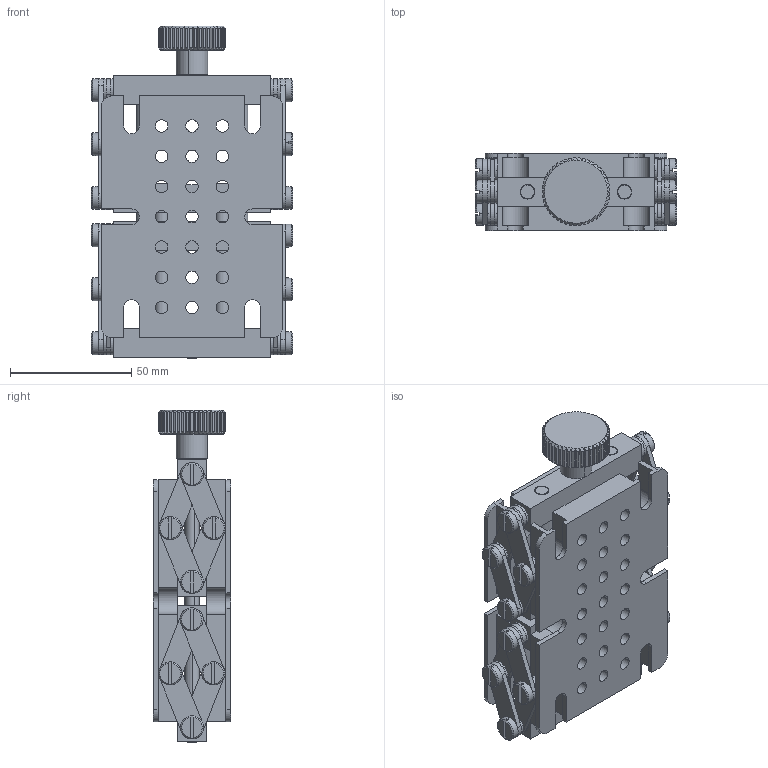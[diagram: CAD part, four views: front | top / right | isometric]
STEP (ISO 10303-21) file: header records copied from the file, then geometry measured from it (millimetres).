
FILE_DESCRIPTION (( 'STEP AP203' ), '1' );
FILE_NAME ('06LJK-25.STEP', '2020-02-27T03:50:06', ( '' ), ( '' ), 'SwSTEP 2.0', 'SolidWorks 2016', '' );
FILE_SCHEMA (( 'CONFIG_CONTROL_DESIGN' ));
Length unit declared in the file: millimetre
Products named in the file (1): 06LJK-25
Bounding box: 83 x 32 x 137.05 mm (x, y, z)
Surface area: 77988.6 mm2 (no closed solid volume)
Topology: 0 solids, 81 shells, 876 faces, 2418 edges, 1636 vertices
Faces by surface type: plane 399, cylinder 341, cone 136
Entity records: 29087 total; most frequent: CARTESIAN_POINT 6007, DIRECTION 5044, ORIENTED_EDGE 4406, EDGE_CURVE 2418, AXIS2_PLACEMENT_3D 2019, VERTEX_POINT 1636, CIRCLE 1142, EDGE_LOOP 1110
